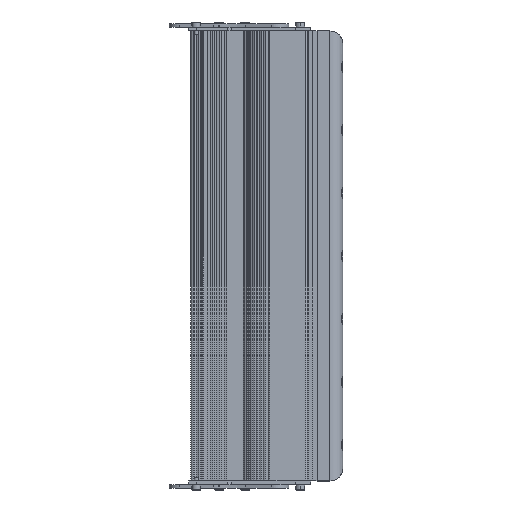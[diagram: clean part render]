
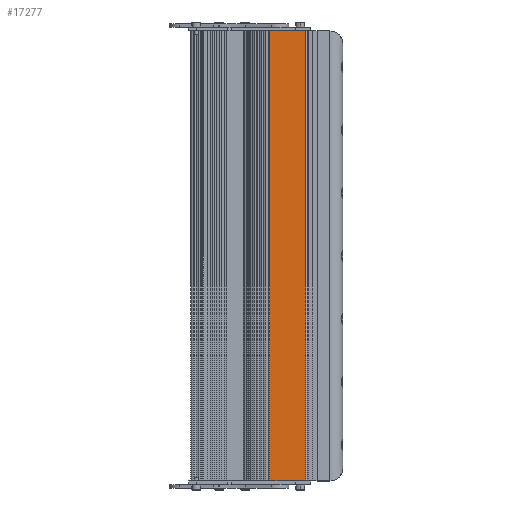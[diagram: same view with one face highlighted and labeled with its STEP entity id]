
A CAD part, left-side view. The second image highlights one B-rep face of the part: STEP entity #17277.
In plain terms, the highlighted planar face has unit normal (-1, 0, 0).
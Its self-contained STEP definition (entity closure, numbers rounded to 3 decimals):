
#1313 = VECTOR ( 'NONE', #18518, 1000. ) ;
#2604 = VERTEX_POINT ( 'NONE', #12743 ) ;
#3063 = ORIENTED_EDGE ( 'NONE', *, *, #18468, .F. ) ;
#3360 = VERTEX_POINT ( 'NONE', #18355 ) ;
#5189 = PLANE ( 'NONE',  #22192 ) ;
#5626 = CARTESIAN_POINT ( 'NONE',  ( -136.827, 3.875, -175. ) ) ;
#5912 = DIRECTION ( 'NONE',  ( 0., -1., 0. ) ) ;
#6043 = CARTESIAN_POINT ( 'NONE',  ( -136.827, 3.875, -175. ) ) ;
#7205 = LINE ( 'NONE', #8290, #22008 ) ;
#7697 = CARTESIAN_POINT ( 'NONE',  ( -136.827, 3.875, -175. ) ) ;
#7942 = EDGE_LOOP ( 'NONE', ( #23753, #19556, #3063, #21688 ) ) ;
#8290 = CARTESIAN_POINT ( 'NONE',  ( -136.827, 3.875, 175. ) ) ;
#8428 = FACE_OUTER_BOUND ( 'NONE', #7942, .T. ) ;
#10018 = LINE ( 'NONE', #7697, #1313 ) ;
#10165 = DIRECTION ( 'NONE',  ( 0., -1., 0. ) ) ;
#10611 = EDGE_CURVE ( 'NONE', #24121, #11030, #10018, .T. ) ;
#11030 = VERTEX_POINT ( 'NONE', #16695 ) ;
#11542 = DIRECTION ( 'NONE',  ( -1., 0., 0. ) ) ;
#11940 = CARTESIAN_POINT ( 'NONE',  ( -136.827, 31.72, -175. ) ) ;
#12743 = CARTESIAN_POINT ( 'NONE',  ( -136.827, 31.72, 175. ) ) ;
#13346 = CARTESIAN_POINT ( 'NONE',  ( -136.827, 3.875, -175. ) ) ;
#15449 = LINE ( 'NONE', #11940, #18426 ) ;
#16695 = CARTESIAN_POINT ( 'NONE',  ( -136.827, 3.875, 175. ) ) ;
#17277 = ADVANCED_FACE ( 'NONE', ( #8428 ), #5189, .T. ) ;
#18355 = CARTESIAN_POINT ( 'NONE',  ( -136.827, 31.72, -175. ) ) ;
#18426 = VECTOR ( 'NONE', #24703, 1000. ) ;
#18468 = EDGE_CURVE ( 'NONE', #3360, #2604, #15449, .T. ) ;
#18518 = DIRECTION ( 'NONE',  ( 0., 0., 1. ) ) ;
#19556 = ORIENTED_EDGE ( 'NONE', *, *, #24117, .F. ) ;
#19907 = DIRECTION ( 'NONE',  ( 0., 0., 1. ) ) ;
#20087 = EDGE_CURVE ( 'NONE', #3360, #24121, #22056, .T. ) ;
#21688 = ORIENTED_EDGE ( 'NONE', *, *, #20087, .T. ) ;
#22008 = VECTOR ( 'NONE', #10165, 1000. ) ;
#22056 = LINE ( 'NONE', #5626, #27768 ) ;
#22192 = AXIS2_PLACEMENT_3D ( 'NONE', #13346, #11542, #19907 ) ;
#23753 = ORIENTED_EDGE ( 'NONE', *, *, #10611, .T. ) ;
#24117 = EDGE_CURVE ( 'NONE', #2604, #11030, #7205, .T. ) ;
#24121 = VERTEX_POINT ( 'NONE', #6043 ) ;
#24703 = DIRECTION ( 'NONE',  ( 0., 0., 1. ) ) ;
#27768 = VECTOR ( 'NONE', #5912, 1000. ) ;
